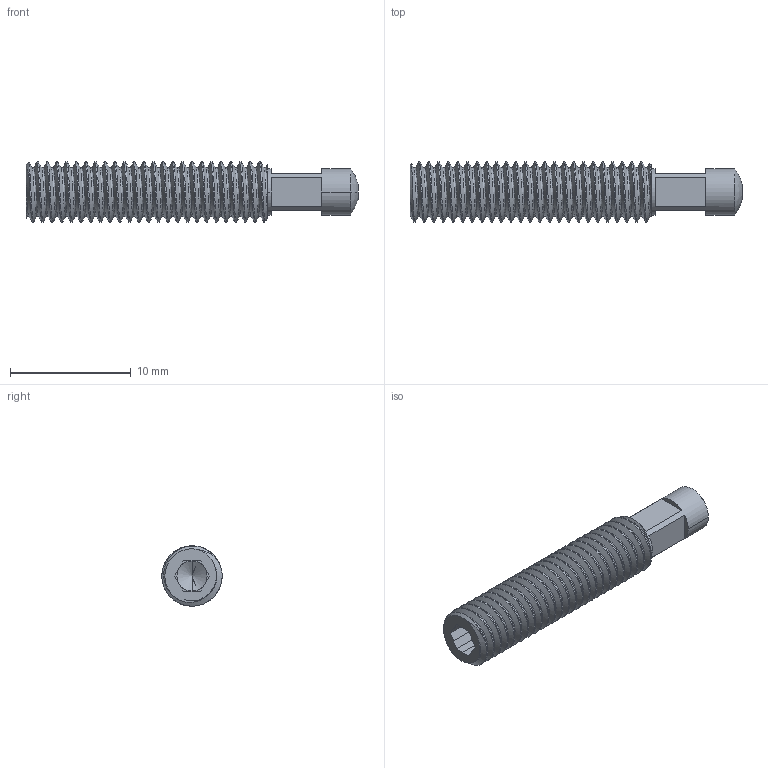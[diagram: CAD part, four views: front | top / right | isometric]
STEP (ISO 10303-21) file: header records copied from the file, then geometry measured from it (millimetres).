
FILE_DESCRIPTION (( 'STEP AP203' ), '1' );
FILE_NAME ('S8006B01.STEP', '2022-12-01T19:46:36', ( '' ), ( '' ), 'SwSTEP 2.0', 'SolidWorks 2020', '' );
FILE_SCHEMA (( 'CONFIG_CONTROL_DESIGN' ));
Length unit declared in the file: millimetre
Products named in the file (1): S8006B01
Bounding box: 27.5 x 5 x 5 mm (x, y, z)
Volume: 357.9 mm3; surface area: 642.9 mm2
Topology: 1 solids, 1 shells, 97 faces, 258 edges, 165 vertices
Faces by surface type: cylinder 54, plane 33, cone 5, bspline 3, sphere 2
Entity records: 6898 total; most frequent: CARTESIAN_POINT 4733, ORIENTED_EDGE 512, DIRECTION 366, EDGE_CURVE 256, VERTEX_POINT 165, AXIS2_PLACEMENT_3D 128, VECTOR 110, LINE 110
